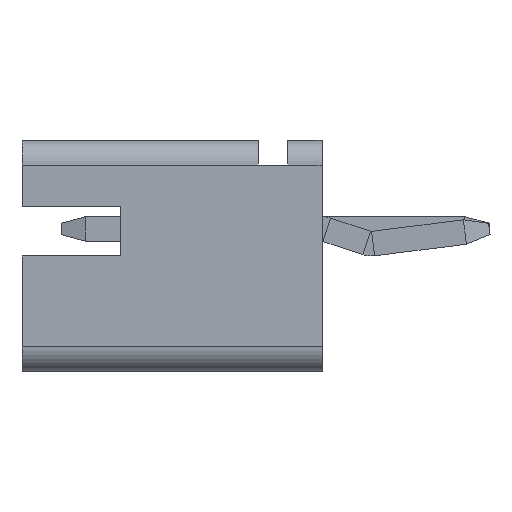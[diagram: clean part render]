
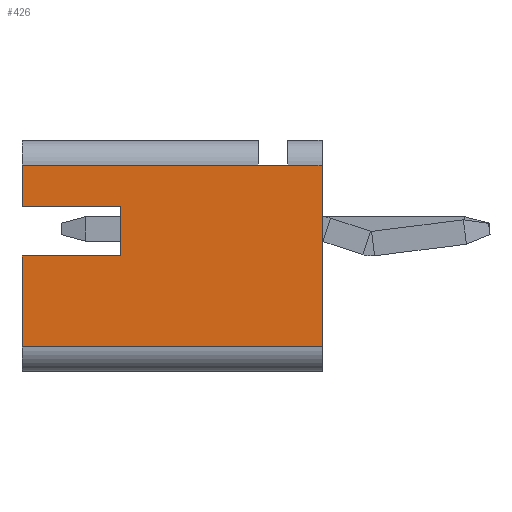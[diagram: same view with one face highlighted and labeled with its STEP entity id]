
A CAD part, left-side view. The second image highlights one B-rep face of the part: STEP entity #426.
In plain terms, the highlighted planar face has unit normal (-1, 0, 0).
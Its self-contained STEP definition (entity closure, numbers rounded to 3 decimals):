
#57 = DIRECTION ( 'NONE',  ( 1., 0., 0. ) ) ;
#249 = EDGE_CURVE ( 'NONE', #3949, #2663, #900, .T. ) ;
#297 = ORIENTED_EDGE ( 'NONE', *, *, #3563, .F. ) ;
#396 = VECTOR ( 'NONE', #1713, 1000. ) ;
#408 = EDGE_LOOP ( 'NONE', ( #877, #2522, #1786, #3327, #2060, #1133, #2997, #297, #3012, #615 ) ) ;
#426 = ADVANCED_FACE ( 'NONE', ( #4054 ), #1395, .F. ) ;
#604 = AXIS2_PLACEMENT_3D ( 'NONE', #4400, #57, #2763 ) ;
#615 = ORIENTED_EDGE ( 'NONE', *, *, #4048, .F. ) ;
#647 = VECTOR ( 'NONE', #4651, 1000. ) ;
#713 = CARTESIAN_POINT ( 'NONE',  ( -2., 6.1, 1.8 ) ) ;
#781 = VERTEX_POINT ( 'NONE', #5043 ) ;
#850 = DIRECTION ( 'NONE',  ( 0., -1., 0. ) ) ;
#862 = EDGE_CURVE ( 'NONE', #2056, #3497, #966, .T. ) ;
#877 = ORIENTED_EDGE ( 'NONE', *, *, #249, .F. ) ;
#900 = LINE ( 'NONE', #2566, #4580 ) ;
#966 = LINE ( 'NONE', #2498, #647 ) ;
#976 = LINE ( 'NONE', #983, #1961 ) ;
#983 = CARTESIAN_POINT ( 'NONE',  ( -2., 6.1, -0.55 ) ) ;
#984 = EDGE_CURVE ( 'NONE', #1715, #3811, #4235, .T. ) ;
#1133 = ORIENTED_EDGE ( 'NONE', *, *, #862, .T. ) ;
#1143 = CARTESIAN_POINT ( 'NONE',  ( -2., 1.3, 1.3 ) ) ;
#1171 = LINE ( 'NONE', #3899, #4204 ) ;
#1195 = DIRECTION ( 'NONE',  ( 0., -1., 0. ) ) ;
#1280 = LINE ( 'NONE', #1143, #4981 ) ;
#1395 = PLANE ( 'NONE',  #604 ) ;
#1538 = CARTESIAN_POINT ( 'NONE',  ( -2., 0., -2.4 ) ) ;
#1545 = EDGE_CURVE ( 'NONE', #2187, #2104, #2805, .T. ) ;
#1566 = EDGE_CURVE ( 'NONE', #3949, #3594, #1171, .T. ) ;
#1713 = DIRECTION ( 'NONE',  ( 0., 1., 0. ) ) ;
#1715 = VERTEX_POINT ( 'NONE', #3140 ) ;
#1786 = ORIENTED_EDGE ( 'NONE', *, *, #3733, .F. ) ;
#1807 = CARTESIAN_POINT ( 'NONE',  ( -2., 6.1, 0.45 ) ) ;
#1961 = VECTOR ( 'NONE', #4370, 1000. ) ;
#2025 = LINE ( 'NONE', #1807, #3194 ) ;
#2033 = CARTESIAN_POINT ( 'NONE',  ( -2., 0., 1.8 ) ) ;
#2056 = VERTEX_POINT ( 'NONE', #3037 ) ;
#2060 = ORIENTED_EDGE ( 'NONE', *, *, #3842, .F. ) ;
#2104 = VERTEX_POINT ( 'NONE', #3892 ) ;
#2163 = CARTESIAN_POINT ( 'NONE',  ( -2., 6.1, -2.4 ) ) ;
#2187 = VERTEX_POINT ( 'NONE', #4721 ) ;
#2352 = VECTOR ( 'NONE', #3427, 1000. ) ;
#2498 = CARTESIAN_POINT ( 'NONE',  ( -2., 0., 1.3 ) ) ;
#2507 = CARTESIAN_POINT ( 'NONE',  ( -2., 6.1, -0.55 ) ) ;
#2522 = ORIENTED_EDGE ( 'NONE', *, *, #1566, .T. ) ;
#2566 = CARTESIAN_POINT ( 'NONE',  ( -2., 6.1, -0.55 ) ) ;
#2648 = VECTOR ( 'NONE', #4950, 1000. ) ;
#2663 = VERTEX_POINT ( 'NONE', #2507 ) ;
#2763 = DIRECTION ( 'NONE',  ( 0., 0., -1. ) ) ;
#2791 = LINE ( 'NONE', #2033, #3314 ) ;
#2805 = LINE ( 'NONE', #3003, #396 ) ;
#2905 = CARTESIAN_POINT ( 'NONE',  ( -2., 4.1, 0.45 ) ) ;
#2997 = ORIENTED_EDGE ( 'NONE', *, *, #3110, .F. ) ;
#3003 = CARTESIAN_POINT ( 'NONE',  ( -2., 0., 1.3 ) ) ;
#3012 = ORIENTED_EDGE ( 'NONE', *, *, #984, .F. ) ;
#3019 = CARTESIAN_POINT ( 'NONE',  ( -2., 4.1, 0.45 ) ) ;
#3037 = CARTESIAN_POINT ( 'NONE',  ( -2., 1.3, 1.3 ) ) ;
#3110 = EDGE_CURVE ( 'NONE', #781, #3497, #4073, .T. ) ;
#3140 = CARTESIAN_POINT ( 'NONE',  ( -2., 4.1, -0.55 ) ) ;
#3194 = VECTOR ( 'NONE', #3195, 1000. ) ;
#3195 = DIRECTION ( 'NONE',  ( 0., 1., 0. ) ) ;
#3314 = VECTOR ( 'NONE', #5442, 1000. ) ;
#3327 = ORIENTED_EDGE ( 'NONE', *, *, #1545, .T. ) ;
#3397 = CARTESIAN_POINT ( 'NONE',  ( -2., 6.1, 1.3 ) ) ;
#3427 = DIRECTION ( 'NONE',  ( 0., 0., 1. ) ) ;
#3435 = DIRECTION ( 'NONE',  ( 0., 0., 1. ) ) ;
#3497 = VERTEX_POINT ( 'NONE', #3397 ) ;
#3563 = EDGE_CURVE ( 'NONE', #3811, #781, #2025, .T. ) ;
#3594 = VERTEX_POINT ( 'NONE', #1538 ) ;
#3733 = EDGE_CURVE ( 'NONE', #2187, #3594, #2791, .T. ) ;
#3811 = VERTEX_POINT ( 'NONE', #2905 ) ;
#3842 = EDGE_CURVE ( 'NONE', #2056, #2104, #1280, .T. ) ;
#3892 = CARTESIAN_POINT ( 'NONE',  ( -2., 0.7, 1.3 ) ) ;
#3899 = CARTESIAN_POINT ( 'NONE',  ( -2., 0., -2.4 ) ) ;
#3949 = VERTEX_POINT ( 'NONE', #2163 ) ;
#4048 = EDGE_CURVE ( 'NONE', #2663, #1715, #976, .T. ) ;
#4054 = FACE_OUTER_BOUND ( 'NONE', #408, .T. ) ;
#4073 = LINE ( 'NONE', #713, #2648 ) ;
#4204 = VECTOR ( 'NONE', #850, 1000. ) ;
#4235 = LINE ( 'NONE', #3019, #2352 ) ;
#4370 = DIRECTION ( 'NONE',  ( 0., -1., 0. ) ) ;
#4400 = CARTESIAN_POINT ( 'NONE',  ( -2., 0., 0. ) ) ;
#4580 = VECTOR ( 'NONE', #3435, 1000. ) ;
#4651 = DIRECTION ( 'NONE',  ( 0., 1., 0. ) ) ;
#4721 = CARTESIAN_POINT ( 'NONE',  ( -2., 0., 1.3 ) ) ;
#4950 = DIRECTION ( 'NONE',  ( 0., 0., 1. ) ) ;
#4981 = VECTOR ( 'NONE', #1195, 1000. ) ;
#5043 = CARTESIAN_POINT ( 'NONE',  ( -2., 6.1, 0.45 ) ) ;
#5442 = DIRECTION ( 'NONE',  ( 0., 0., -1. ) ) ;
